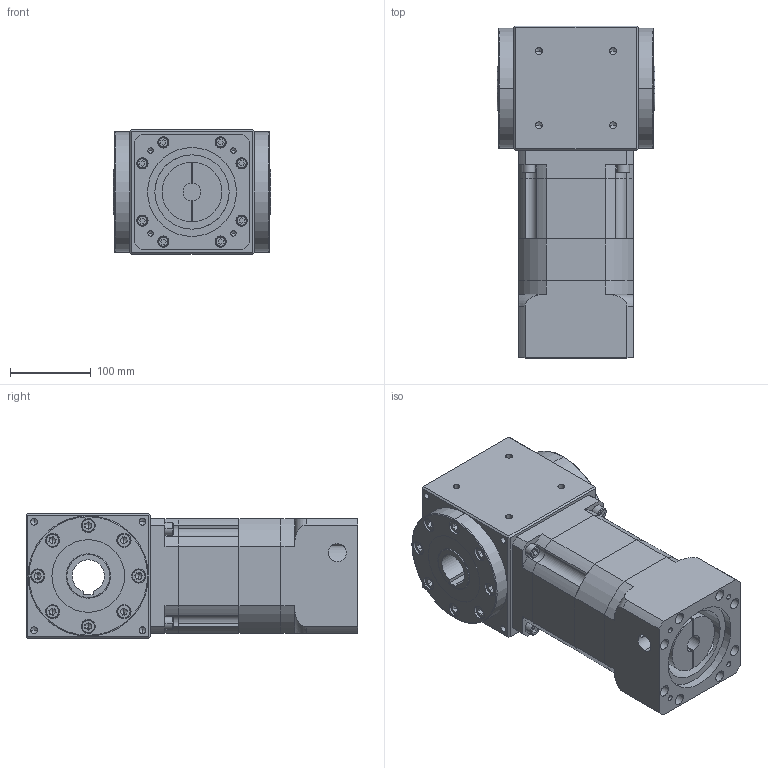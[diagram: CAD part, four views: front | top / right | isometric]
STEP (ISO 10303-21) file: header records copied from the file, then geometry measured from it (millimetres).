
FILE_DESCRIPTION (( 'STEP AP214' ), '1' );
FILE_NAME ('RAM150-L2-XX-H-22-110-145-M8_2019.STEP', '2019-04-10T06:25:30', ( 'Y' ), ( 'NCU' ), 'SwSTEP 2.0', 'SolidWorks 2016', '' );
FILE_SCHEMA (( 'AUTOMOTIVE_DESIGN' ));
Length unit declared in the file: millimetre
Products named in the file (1): RAM150-L2-XX-H-22-110-145-M8_2019
Bounding box: 195 x 411 x 154 mm (x, y, z)
Volume: 8520034.1 mm3; surface area: 592364 mm2
Topology: 5 solids, 21 shells, 874 faces, 2059 edges, 1270 vertices
Faces by surface type: plane 434, cylinder 292, cone 104, torus 44
Entity records: 26359 total; most frequent: CARTESIAN_POINT 4888, DIRECTION 4509, ORIENTED_EDGE 3958, EDGE_CURVE 1979, AXIS2_PLACEMENT_3D 1695, VERTEX_POINT 1270, LINE 1119, VECTOR 1119
